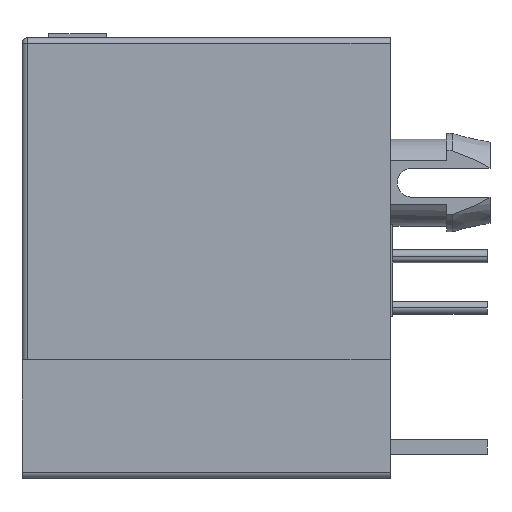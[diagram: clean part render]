
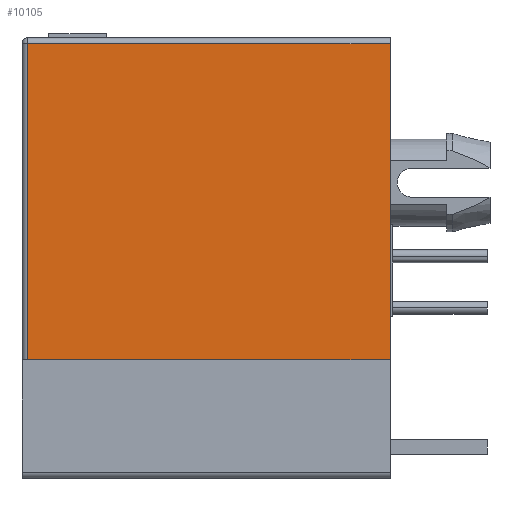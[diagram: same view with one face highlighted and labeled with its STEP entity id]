
A CAD part, left-side view. The second image highlights one B-rep face of the part: STEP entity #10105.
In plain terms, the highlighted planar face has unit normal (-1, 0, 0).
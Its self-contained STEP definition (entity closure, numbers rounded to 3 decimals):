
#2323=DIRECTION('',(0.,-1.,0.));
#2324=VECTOR('',#2323,12.5);
#2325=CARTESIAN_POINT('',(-8.,6.15,7.485));
#2326=LINE('',#2325,#2324);
#2327=DIRECTION('',(0.,0.,-1.));
#2328=VECTOR('',#2327,10.91);
#2329=CARTESIAN_POINT('',(-8.,-6.35,7.485));
#2330=LINE('',#2329,#2328);
#2331=DIRECTION('',(0.,1.,0.));
#2332=VECTOR('',#2331,12.5);
#2333=CARTESIAN_POINT('',(-8.,-6.35,-3.425));
#2334=LINE('',#2333,#2332);
#2335=DIRECTION('',(0.,0.,1.));
#2336=VECTOR('',#2335,10.91);
#2337=CARTESIAN_POINT('',(-8.,6.15,-3.425));
#2338=LINE('',#2337,#2336);
#5307=CARTESIAN_POINT('',(-8.,6.15,7.485));
#5308=CARTESIAN_POINT('',(-8.,-6.35,7.485));
#5309=VERTEX_POINT('',#5307);
#5310=VERTEX_POINT('',#5308);
#5507=CARTESIAN_POINT('',(-8.,-6.35,-3.425));
#5508=VERTEX_POINT('',#5507);
#6036=CARTESIAN_POINT('',(-8.,6.15,-3.425));
#6037=VERTEX_POINT('',#6036);
#10094=CARTESIAN_POINT('',(-8.,-0.1,2.03));
#10095=DIRECTION('',(1.,0.,0.));
#10096=DIRECTION('',(0.,-1.,0.));
#10097=AXIS2_PLACEMENT_3D('',#10094,#10095,#10096);
#10098=PLANE('',#10097);
#10099=ORIENTED_EDGE('',*,*,#7045,.T.);
#10100=ORIENTED_EDGE('',*,*,#7234,.T.);
#10101=ORIENTED_EDGE('',*,*,#10062,.T.);
#10102=ORIENTED_EDGE('',*,*,#10076,.T.);
#10103=EDGE_LOOP('',(#10099,#10100,#10101,#10102));
#10104=FACE_OUTER_BOUND('',#10103,.F.);
#10105=ADVANCED_FACE('',(#10104),#10098,.F.);
#7045=EDGE_CURVE('',#5309,#5310,#2326,.T.);
#7234=EDGE_CURVE('',#5310,#5508,#2330,.T.);
#10062=EDGE_CURVE('',#5508,#6037,#2334,.T.);
#10076=EDGE_CURVE('',#6037,#5309,#2338,.T.);
